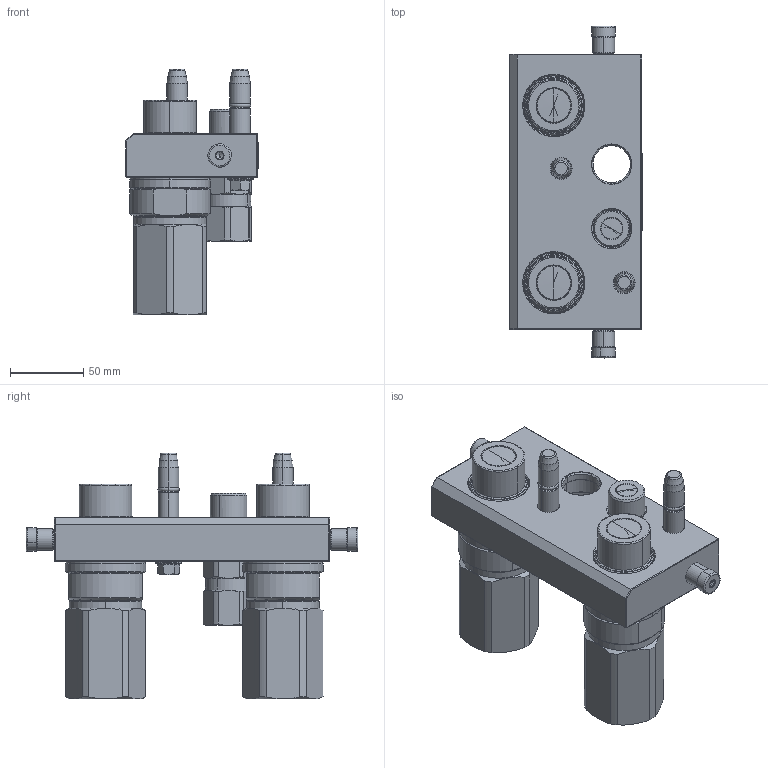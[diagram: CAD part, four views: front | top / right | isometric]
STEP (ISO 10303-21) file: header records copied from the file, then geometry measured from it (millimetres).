
FILE_DESCRIPTION (( 'STEP AP214' ), '1' );
FILE_NAME ('FASTER.step', '2025-02-05T16:34:50', ( '' ), ( '' ), 'SwSTEP 2.0', 'SolidWorks 2017', '' );
FILE_SCHEMA (( 'AUTOMOTIVE_DESIGN' ));
Length unit declared in the file: millimetre
Products named in the file (11): or2_62x9_19_m; FASTER; 3ffnp1-1_sae_m; P4A_M_BASE; 4860_010_0003_000.prt; 4830_021_0000_000.prt; 2ffnp12gas_m2v; et002; 1540_080_0008_000.prt; 4830_028_1000_011.prt; 4860_013_0000_000.prt
Assembly tree (16 placements, depth 3):
  FASTER
    P4A_M_BASE
      4860_010_0003_000.prt
      4830_021_0000_000.prt  x2
      or2_62x9_19_m  x2
      1540_080_0008_000.prt  x2
      4830_028_1000_011.prt  x2
      4860_013_0000_000.prt  x2
    3ffnp1-1_sae_m  x2
    2ffnp12gas_m2v
    et002
Bounding box: 90.3 x 226.6 x 167.9 mm (x, y, z)
Volume: 36653.3 mm3; surface area: 225080.3 mm2
Topology: 6 solids, 39 shells, 1943 faces, 4878 edges, 3086 vertices
Faces by surface type: plane 888, cone 393, cylinder 360, bspline 162, torus 140
Entity records: 57968 total; most frequent: CARTESIAN_POINT 19192, ORIENTED_EDGE 7278, DIRECTION 6723, EDGE_CURVE 3669, VERTEX_POINT 2347, AXIS2_PLACEMENT_3D 2263, VECTOR 2197, LINE 2197
